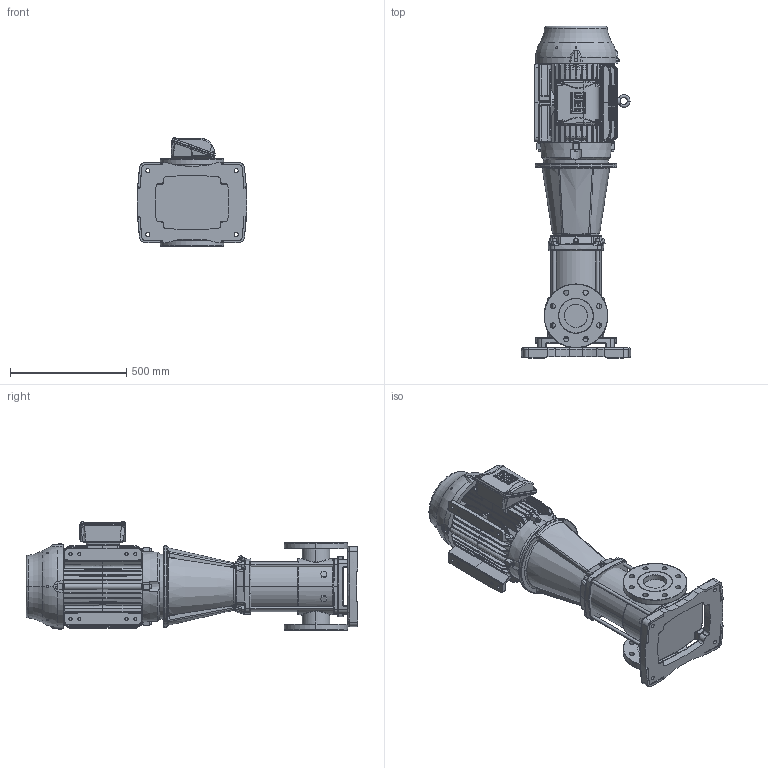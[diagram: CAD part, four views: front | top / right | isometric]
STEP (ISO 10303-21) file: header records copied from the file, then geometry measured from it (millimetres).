
FILE_DESCRIPTION (( 'STEP AP203' ), '1' );
FILE_NAME ('3350166 - MVI-750-1_1-25 HP-284TSC-304-E-575~3.step', '2022-03-31T15:48:54', ( '' ), ( '' ), 'SwSTEP 2.0', 'SolidWorks 2021', '' );
FILE_SCHEMA (( 'CONFIG_CONTROL_DESIGN' ));
Length unit declared in the file: inch
Products named in the file (5): SBI(N)150-1-1; 2700105 - NEMA V2 25 HP 284_6TSC 575~3 TEFC W; MVI PEO - [304-EPDM]_3304166 - MVI-750-1_1-25 HP-284TSC-304-E-S; 3350166 - MVI-750-1_1-25 HP-284TSC-304-E-575~3; TEFC MOTOR_2700105 - NEMA V2 25 HP 284_6TSC 575~3 TEFC W
Assembly tree (4 placements, depth 3):
  3350166 - MVI-750-1_1-25 HP-284TSC-304-E-575~3
    MVI PEO - [304-EPDM]_3304166 - MVI-750-1_1-25 HP-284TSC-304-E-S
      SBI(N)150-1-1
    TEFC MOTOR_2700105 - NEMA V2 25 HP 284_6TSC 575~3 TEFC W
      2700105 - NEMA V2 25 HP 284_6TSC 575~3 TEFC W
Bounding box: 471.31 x 1430.1 x 471.26 mm (x, y, z)
Volume: 95260358.7 mm3; surface area: 4044661 mm2
Topology: 26 solids, 35 shells, 3472 faces, 8786 edges, 5457 vertices
Faces by surface type: cylinder 1082, plane 1041, bspline 1022, cone 256, torus 53, sphere 18
Entity records: 177000 total; most frequent: CARTESIAN_POINT 102479, ORIENTED_EDGE 17482, DIRECTION 12915, EDGE_CURVE 8741, VERTEX_POINT 5454, AXIS2_PLACEMENT_3D 5103, EDGE_LOOP 3669, ADVANCED_FACE 3472
